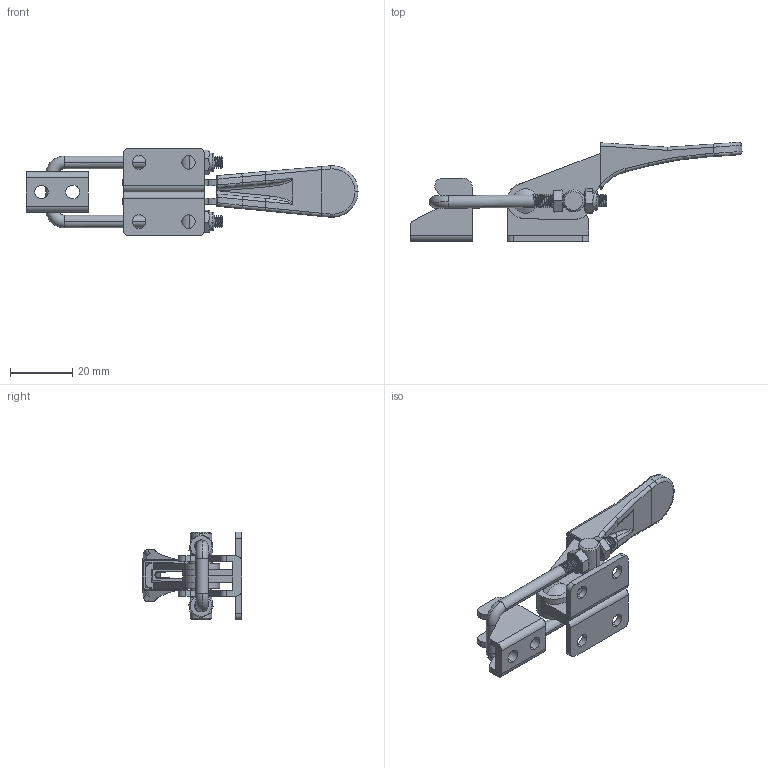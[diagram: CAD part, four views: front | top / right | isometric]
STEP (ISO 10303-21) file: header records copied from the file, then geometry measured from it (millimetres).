
FILE_DESCRIPTION (( 'STEP AP203' ), '1' );
FILE_NAME ('CH-40323.STEP', '2017-11-29T09:01:41', ( 'Windows' ), ( 'Microsoft' ), 'SwSTEP 2.0', 'SolidWorks 2015', '' );
FILE_SCHEMA (( 'CONFIG_CONTROL_DESIGN' ));
Length unit declared in the file: millimetre
Products named in the file (11): CH-40323-03-02; CH-40323-03 HANDLE; CH-40323-05 ROTOR; CH-40323-02 HOOK; CH-40323; CH-40323-06; M4 LOCK Nut; M4 Nut; CH-40323-01 BASE; CH-40323-04 PERMANENT SEAT; CH-40323-03-01
Assembly tree (12 placements, depth 3):
  CH-40323
    CH-40323-01 BASE
    CH-40323-03 HANDLE
      CH-40323-03-01
      CH-40323-03-02
    CH-40323-05 ROTOR
    CH-40323-02 HOOK
    CH-40323-06
    M4 LOCK Nut  x2
    M4 Nut  x2
    CH-40323-04 PERMANENT SEAT
Bounding box: 106.66 x 31.86 x 28.2 mm (x, y, z)
Volume: 11465.9 mm3; surface area: 15605.1 mm2
Topology: 12 solids, 12 shells, 828 faces, 2263 edges, 1482 vertices
Faces by surface type: cylinder 292, plane 258, bspline 218, cone 48, torus 12
Entity records: 40751 total; most frequent: CARTESIAN_POINT 22485, ORIENTED_EDGE 4200, DIRECTION 2646, EDGE_CURVE 2100, VERTEX_POINT 1381, VECTOR 1024, LINE 1024, EDGE_LOOP 825
